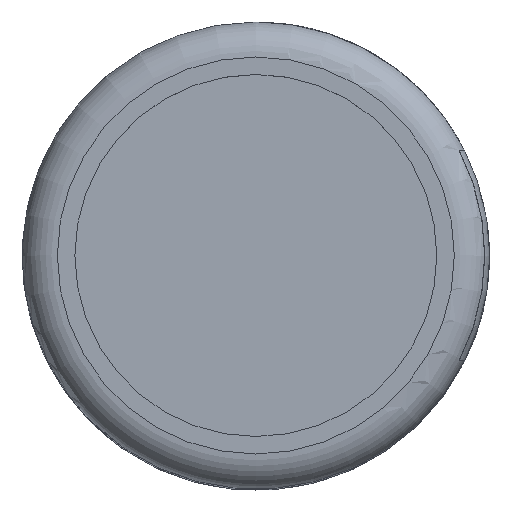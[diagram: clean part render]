
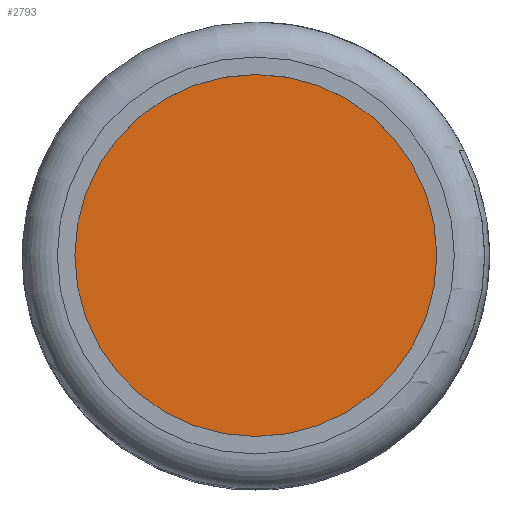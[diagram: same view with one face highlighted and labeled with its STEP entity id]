
A CAD part, top view. The second image highlights one B-rep face of the part: STEP entity #2793.
In plain terms, the highlighted planar face has unit normal (0, 0, 1).
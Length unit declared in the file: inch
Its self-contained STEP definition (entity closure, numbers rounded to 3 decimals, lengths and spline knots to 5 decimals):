
#196=PLANE('',#2960);
#353=FACE_OUTER_BOUND('',#532,.T.);
#532=EDGE_LOOP('',(#2605));
#780=CIRCLE('',#2958,0.155);
#1386=VERTEX_POINT('',#6540);
#1795=EDGE_CURVE('',#1386,#1386,#780,.T.);
#2605=ORIENTED_EDGE('',*,*,#1795,.F.);
#2793=ADVANCED_FACE('',(#353),#196,.T.);
#2958=AXIS2_PLACEMENT_3D('',#6541,#3449,#3450);
#2960=AXIS2_PLACEMENT_3D('',#6544,#3453,#3454);
#3449=DIRECTION('center_axis',(0.,0.,-1.));
#3450=DIRECTION('ref_axis',(-1.,0.,0.));
#3453=DIRECTION('center_axis',(0.,0.,1.));
#3454=DIRECTION('ref_axis',(1.,0.,0.));
#6540=CARTESIAN_POINT('',(0.155,0.,0.655));
#6541=CARTESIAN_POINT('Origin',(0.,0.,0.655));
#6544=CARTESIAN_POINT('Origin',(0.,0.,
0.655));
